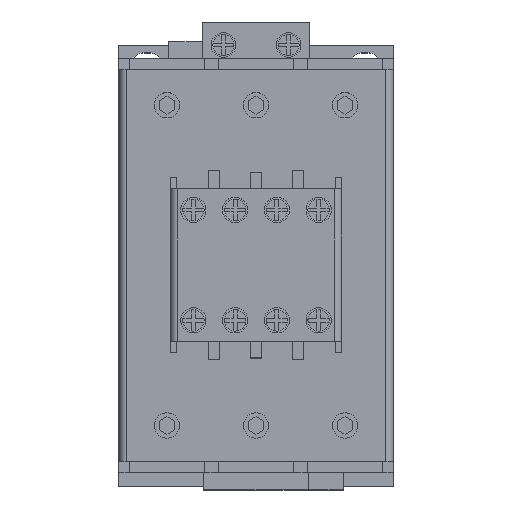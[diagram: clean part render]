
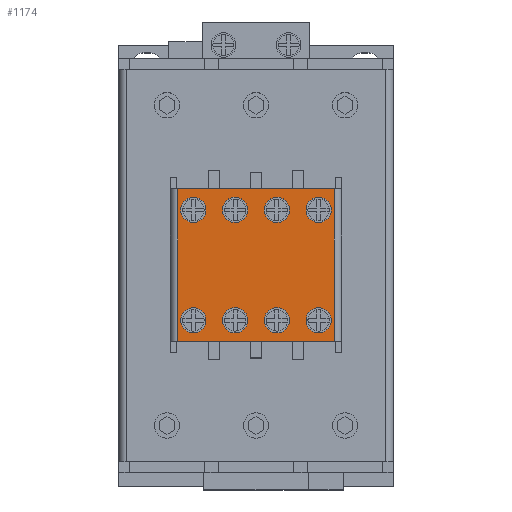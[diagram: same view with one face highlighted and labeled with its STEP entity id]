
A CAD part, top view. The second image highlights one B-rep face of the part: STEP entity #1174.
In plain terms, the highlighted planar face has unit normal (0, 0, 1).
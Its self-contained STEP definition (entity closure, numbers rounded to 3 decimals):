
#1174=ADVANCED_FACE('',(#2102,#2103,#2104,#2105,#2106,#2107,#2108,#2109,
#2110),#1701,.F.);
#1701=PLANE('',#11614);
#1857=CIRCLE('',#11415,3.3);
#1859=CIRCLE('',#11418,3.3);
#1861=CIRCLE('',#11421,3.3);
#1863=CIRCLE('',#11424,3.3);
#1909=CIRCLE('',#11570,3.3);
#1911=CIRCLE('',#11573,3.3);
#1913=CIRCLE('',#11576,3.3);
#1915=CIRCLE('',#11579,3.3);
#2102=FACE_BOUND('',#2764,.T.);
#2103=FACE_BOUND('',#2765,.T.);
#2104=FACE_BOUND('',#2766,.T.);
#2105=FACE_BOUND('',#2767,.T.);
#2106=FACE_BOUND('',#2768,.T.);
#2107=FACE_BOUND('',#2769,.T.);
#2108=FACE_BOUND('',#2770,.T.);
#2109=FACE_BOUND('',#2771,.T.);
#2110=FACE_BOUND('',#2772,.T.);
#2764=EDGE_LOOP('',(#5563));
#2765=EDGE_LOOP('',(#5564));
#2766=EDGE_LOOP('',(#5565,#5566,#5567,#5568));
#2767=EDGE_LOOP('',(#5569));
#2768=EDGE_LOOP('',(#5570));
#2769=EDGE_LOOP('',(#5571));
#2770=EDGE_LOOP('',(#5572));
#2771=EDGE_LOOP('',(#5573));
#2772=EDGE_LOOP('',(#5574));
#5563=ORIENTED_EDGE('',*,*,#8121,.F.);
#5564=ORIENTED_EDGE('',*,*,#8125,.F.);
#5565=ORIENTED_EDGE('',*,*,#7956,.F.);
#5566=ORIENTED_EDGE('',*,*,#7706,.T.);
#5567=ORIENTED_EDGE('',*,*,#8210,.T.);
#5568=ORIENTED_EDGE('',*,*,#7704,.T.);
#5569=ORIENTED_EDGE('',*,*,#8123,.F.);
#5570=ORIENTED_EDGE('',*,*,#8119,.F.);
#5571=ORIENTED_EDGE('',*,*,#7868,.T.);
#5572=ORIENTED_EDGE('',*,*,#7872,.T.);
#5573=ORIENTED_EDGE('',*,*,#7870,.T.);
#5574=ORIENTED_EDGE('',*,*,#7866,.T.);
#6413=VERTEX_POINT('',#16309);
#6415=VERTEX_POINT('',#16313);
#6416=VERTEX_POINT('',#16317);
#6418=VERTEX_POINT('',#16320);
#6529=VERTEX_POINT('',#16648);
#6531=VERTEX_POINT('',#16653);
#6533=VERTEX_POINT('',#16658);
#6535=VERTEX_POINT('',#16663);
#6697=VERTEX_POINT('',#17172);
#6699=VERTEX_POINT('',#17177);
#6701=VERTEX_POINT('',#17182);
#6703=VERTEX_POINT('',#17187);
#7704=EDGE_CURVE('',#6413,#6415,#9127,.T.);
#7706=EDGE_CURVE('',#6418,#6416,#9128,.T.);
#7866=EDGE_CURVE('',#6529,#6529,#1857,.T.);
#7868=EDGE_CURVE('',#6531,#6531,#1859,.T.);
#7870=EDGE_CURVE('',#6533,#6533,#1861,.T.);
#7872=EDGE_CURVE('',#6535,#6535,#1863,.T.);
#7956=EDGE_CURVE('',#6418,#6415,#9325,.T.);
#8119=EDGE_CURVE('',#6697,#6697,#1909,.T.);
#8121=EDGE_CURVE('',#6699,#6699,#1911,.T.);
#8123=EDGE_CURVE('',#6701,#6701,#1913,.T.);
#8125=EDGE_CURVE('',#6703,#6703,#1915,.T.);
#8210=EDGE_CURVE('',#6416,#6413,#9527,.T.);
#9127=LINE('',#16314,#10444);
#9128=LINE('',#16319,#10445);
#9325=LINE('',#16829,#10642);
#9527=LINE('',#17356,#10844);
#10444=VECTOR('',#13281,1.);
#10445=VECTOR('',#13286,1.);
#10642=VECTOR('',#13769,1.);
#10844=VECTOR('',#14285,1.);
#11415=AXIS2_PLACEMENT_3D('',#16647,#13606,#13607);
#11418=AXIS2_PLACEMENT_3D('',#16652,#13612,#13613);
#11421=AXIS2_PLACEMENT_3D('',#16657,#13618,#13619);
#11424=AXIS2_PLACEMENT_3D('',#16662,#13624,#13625);
#11570=AXIS2_PLACEMENT_3D('',#17171,#14117,#14118);
#11573=AXIS2_PLACEMENT_3D('',#17176,#14123,#14124);
#11576=AXIS2_PLACEMENT_3D('',#17181,#14129,#14130);
#11579=AXIS2_PLACEMENT_3D('',#17186,#14135,#14136);
#11614=AXIS2_PLACEMENT_3D('',#17363,#14294,#14295);
#13281=DIRECTION('',(0.,1.,0.));
#13286=DIRECTION('',(0.,-1.,0.));
#13606=DIRECTION('',(0.,0.,-1.));
#13607=DIRECTION('',(0.,-1.,0.));
#13612=DIRECTION('',(0.,0.,-1.));
#13613=DIRECTION('',(0.,-1.,0.));
#13618=DIRECTION('',(0.,0.,-1.));
#13619=DIRECTION('',(0.,-1.,0.));
#13624=DIRECTION('',(0.,0.,-1.));
#13625=DIRECTION('',(0.,-1.,0.));
#13769=DIRECTION('',(1.,0.,0.));
#14117=DIRECTION('',(0.,0.,1.));
#14118=DIRECTION('',(0.,1.,0.));
#14123=DIRECTION('',(0.,0.,1.));
#14124=DIRECTION('',(0.,1.,0.));
#14129=DIRECTION('',(0.,0.,1.));
#14130=DIRECTION('',(0.,1.,0.));
#14135=DIRECTION('',(0.,0.,1.));
#14136=DIRECTION('',(0.,1.,0.));
#14285=DIRECTION('',(1.,0.,0.));
#14294=DIRECTION('',(0.,0.,-1.));
#14295=DIRECTION('',(-1.,0.,0.));
#16309=CARTESIAN_POINT('',(20.4,-19.9,151.05));
#16313=CARTESIAN_POINT('',(20.4,19.9,151.05));
#16314=CARTESIAN_POINT('',(20.4,-19.9,151.05));
#16317=CARTESIAN_POINT('',(-20.4,-19.9,151.05));
#16319=CARTESIAN_POINT('',(-20.4,-19.9,151.05));
#16320=CARTESIAN_POINT('',(-20.4,19.9,151.05));
#16647=CARTESIAN_POINT('',(-16.35,14.4,151.05));
#16648=CARTESIAN_POINT('',(-16.35,11.1,151.05));
#16652=CARTESIAN_POINT('',(-5.45,14.4,151.05));
#16653=CARTESIAN_POINT('',(-5.45,11.1,151.05));
#16657=CARTESIAN_POINT('',(5.45,14.4,151.05));
#16658=CARTESIAN_POINT('',(5.45,11.1,151.05));
#16662=CARTESIAN_POINT('',(16.35,14.4,151.05));
#16663=CARTESIAN_POINT('',(16.35,11.1,151.05));
#16829=CARTESIAN_POINT('',(-22.4,19.9,151.05));
#17171=CARTESIAN_POINT('',(-16.35,-14.4,151.05));
#17172=CARTESIAN_POINT('',(-16.35,-11.1,151.05));
#17176=CARTESIAN_POINT('',(-5.45,-14.4,151.05));
#17177=CARTESIAN_POINT('',(-5.45,-11.1,151.05));
#17181=CARTESIAN_POINT('',(5.45,-14.4,151.05));
#17182=CARTESIAN_POINT('',(5.45,-11.1,151.05));
#17186=CARTESIAN_POINT('',(16.35,-14.4,151.05));
#17187=CARTESIAN_POINT('',(16.35,-11.1,151.05));
#17356=CARTESIAN_POINT('',(-22.4,-19.9,151.05));
#17363=CARTESIAN_POINT('',(-22.4,-19.9,151.05));
